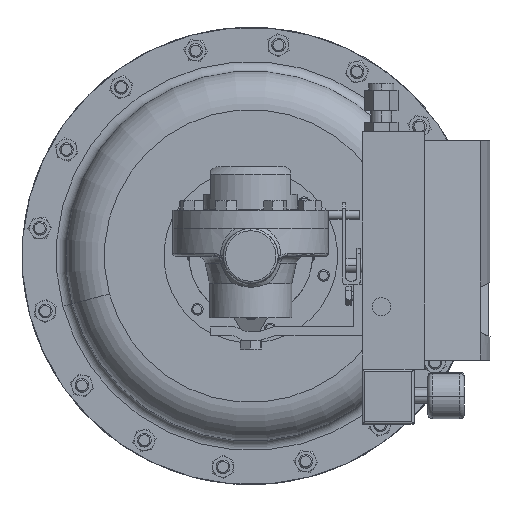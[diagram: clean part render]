
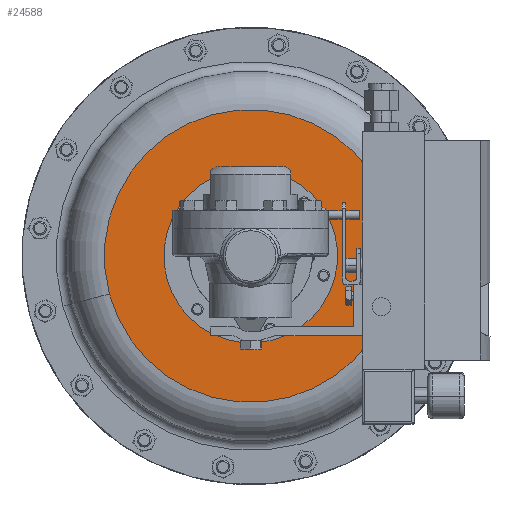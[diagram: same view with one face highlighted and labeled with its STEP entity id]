
A CAD part, front view. The second image highlights one B-rep face of the part: STEP entity #24588.
In plain terms, the highlighted planar face has unit normal (0, -1, 0).
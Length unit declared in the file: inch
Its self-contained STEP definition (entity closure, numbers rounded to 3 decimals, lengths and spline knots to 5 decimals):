
#244 = CARTESIAN_POINT ( 'NONE',  ( 0., 6.7225, 0. ) ) ;
#2413 = AXIS2_PLACEMENT_3D ( 'NONE', #10366, #10274, #10316 ) ;
#2487 = CARTESIAN_POINT ( 'NONE',  ( 0., 6.7225, 0. ) ) ;
#2893 = DIRECTION ( 'NONE',  ( -0.966, 0., -0.259 ) ) ;
#3048 = CARTESIAN_POINT ( 'NONE',  ( -3.8637, 6.7225, -1.03528 ) ) ;
#4137 = PLANE ( 'NONE',  #12118 ) ;
#4540 = ORIENTED_EDGE ( 'NONE', *, *, #18122, .F. ) ;
#5138 = DIRECTION ( 'NONE',  ( -0.707, 0., 0.707 ) ) ;
#5424 = CIRCLE ( 'NONE', #33292, 4. ) ;
#5610 = EDGE_LOOP ( 'NONE', ( #13344, #28997 ) ) ;
#8719 = EDGE_LOOP ( 'NONE', ( #24926, #4540 ) ) ;
#8935 = CARTESIAN_POINT ( 'NONE',  ( 3.8637, 6.7225, 1.03528 ) ) ;
#9524 = DIRECTION ( 'NONE',  ( 0., -1., 0. ) ) ;
#10274 = DIRECTION ( 'NONE',  ( 0., 1., 0. ) ) ;
#10316 = DIRECTION ( 'NONE',  ( -0.966, 0., -0.259 ) ) ;
#10366 = CARTESIAN_POINT ( 'NONE',  ( 0., 6.7225, 0. ) ) ;
#12118 = AXIS2_PLACEMENT_3D ( 'NONE', #25462, #9524, #28141 ) ;
#13344 = ORIENTED_EDGE ( 'NONE', *, *, #20415, .T. ) ;
#14219 = FACE_OUTER_BOUND ( 'NONE', #8719, .T. ) ;
#15012 = AXIS2_PLACEMENT_3D ( 'NONE', #16148, #16180, #16190 ) ;
#15040 = VERTEX_POINT ( 'NONE', #3048 ) ;
#15279 = VERTEX_POINT ( 'NONE', #30235 ) ;
#16148 = CARTESIAN_POINT ( 'NONE',  ( 0., 6.7225, 0. ) ) ;
#16180 = DIRECTION ( 'NONE',  ( 0., 1., 0. ) ) ;
#16190 = DIRECTION ( 'NONE',  ( -0.707, 0., 0.707 ) ) ;
#18122 = EDGE_CURVE ( 'NONE', #20031, #15040, #31876, .T. ) ;
#18905 = DIRECTION ( 'NONE',  ( 0., 1., 0. ) ) ;
#19386 = VERTEX_POINT ( 'NONE', #24211 ) ;
#19643 = CIRCLE ( 'NONE', #28348, 2.375 ) ;
#20031 = VERTEX_POINT ( 'NONE', #8935 ) ;
#20415 = EDGE_CURVE ( 'NONE', #15279, #19386, #31756, .T. ) ;
#21135 = DIRECTION ( 'NONE',  ( 0., 1., 0. ) ) ;
#24006 = EDGE_CURVE ( 'NONE', #19386, #15279, #19643, .T. ) ;
#24211 = CARTESIAN_POINT ( 'NONE',  ( -1.67938, 6.7225, 1.67938 ) ) ;
#24588 = ADVANCED_FACE ( 'NONE', ( #14219, #28311 ), #4137, .T. ) ;
#24926 = ORIENTED_EDGE ( 'NONE', *, *, #31729, .F. ) ;
#25462 = CARTESIAN_POINT ( 'NONE',  ( -1.03528, 6.7225, 3.8637 ) ) ;
#28141 = DIRECTION ( 'NONE',  ( 0.966, 0., 0.259 ) ) ;
#28311 = FACE_BOUND ( 'NONE', #5610, .T. ) ;
#28348 = AXIS2_PLACEMENT_3D ( 'NONE', #2487, #21135, #5138 ) ;
#28997 = ORIENTED_EDGE ( 'NONE', *, *, #24006, .T. ) ;
#30235 = CARTESIAN_POINT ( 'NONE',  ( 1.67938, 6.7225, -1.67938 ) ) ;
#31729 = EDGE_CURVE ( 'NONE', #15040, #20031, #5424, .T. ) ;
#31756 = CIRCLE ( 'NONE', #15012, 2.375 ) ;
#31876 = CIRCLE ( 'NONE', #2413, 4. ) ;
#33292 = AXIS2_PLACEMENT_3D ( 'NONE', #244, #18905, #2893 ) ;
